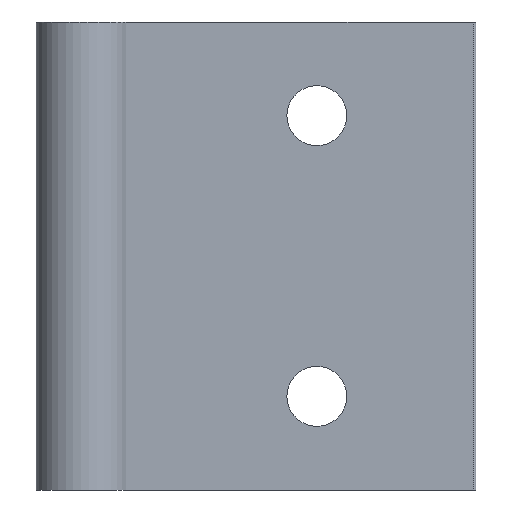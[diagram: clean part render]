
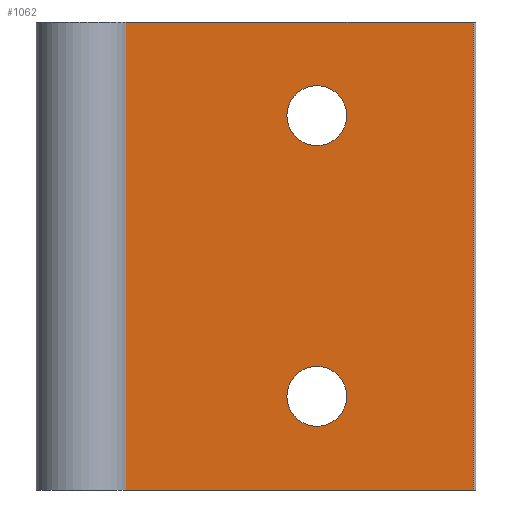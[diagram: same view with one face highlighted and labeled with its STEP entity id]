
A CAD part, front view. The second image highlights one B-rep face of the part: STEP entity #1062.
In plain terms, the highlighted planar face has unit normal (0, -1, 0).
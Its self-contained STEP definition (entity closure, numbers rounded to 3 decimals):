
#344=DIRECTION('',(0.,0.,1.));
#345=VECTOR('',#344,50.);
#346=CARTESIAN_POINT('',(4.583,-2.,-25.));
#347=LINE('',#346,#345);
#413=DIRECTION('',(-1.,0.,0.));
#414=VECTOR('',#413,37.117);
#415=CARTESIAN_POINT('',(41.7,-2.,25.));
#416=LINE('',#415,#414);
#420=CARTESIAN_POINT('',(25.,-2.,-15.));
#421=DIRECTION('',(0.,1.,0.));
#422=DIRECTION('',(0.,0.,1.));
#423=AXIS2_PLACEMENT_3D('',#420,#421,#422);
#428=CARTESIAN_POINT('',(25.,-2.,-15.));
#429=DIRECTION('',(0.,1.,0.));
#430=DIRECTION('',(0.,0.,-1.));
#431=AXIS2_PLACEMENT_3D('',#428,#429,#430);
#436=CARTESIAN_POINT('',(25.,-2.,15.));
#437=DIRECTION('',(0.,1.,0.));
#438=DIRECTION('',(0.,0.,1.));
#439=AXIS2_PLACEMENT_3D('',#436,#437,#438);
#444=CARTESIAN_POINT('',(25.,-2.,15.));
#445=DIRECTION('',(0.,1.,0.));
#446=DIRECTION('',(0.,0.,-1.));
#447=AXIS2_PLACEMENT_3D('',#444,#445,#446);
#511=DIRECTION('',(-1.,0.,0.));
#512=VECTOR('',#511,37.117);
#513=CARTESIAN_POINT('',(41.7,-2.,-25.));
#514=LINE('',#513,#512);
#863=DIRECTION('',(0.,0.,-1.));
#864=VECTOR('',#863,50.);
#865=CARTESIAN_POINT('',(41.7,-2.,25.));
#866=LINE('',#865,#864);
#884=CARTESIAN_POINT('',(4.583,-2.,-25.));
#886=VERTEX_POINT('',#884);
#910=CARTESIAN_POINT('',(41.7,-2.,25.));
#911=CARTESIAN_POINT('',(4.583,-2.,25.));
#912=VERTEX_POINT('',#910);
#913=VERTEX_POINT('',#911);
#932=CARTESIAN_POINT('',(41.7,-2.,-25.));
#933=VERTEX_POINT('',#932);
#956=CARTESIAN_POINT('',(25.,-2.,-18.2));
#957=CARTESIAN_POINT('',(25.,-2.,-11.8));
#958=VERTEX_POINT('',#956);
#959=VERTEX_POINT('',#957);
#960=CARTESIAN_POINT('',(25.,-2.,18.2));
#961=CARTESIAN_POINT('',(25.,-2.,11.8));
#962=VERTEX_POINT('',#960);
#963=VERTEX_POINT('',#961);
#1037=CARTESIAN_POINT('',(4.583,-2.,25.));
#1038=DIRECTION('',(0.,1.,0.));
#1039=DIRECTION('',(-1.,0.,0.));
#1040=AXIS2_PLACEMENT_3D('',#1037,#1038,#1039);
#1041=PLANE('',#1040);
#1043=ORIENTED_EDGE('',*,*,#1042,.T.);
#1044=ORIENTED_EDGE('',*,*,#997,.T.);
#1045=ORIENTED_EDGE('',*,*,#1010,.F.);
#1047=ORIENTED_EDGE('',*,*,#1046,.T.);
#1048=EDGE_LOOP('',(#1043,#1044,#1045,#1047));
#1049=FACE_OUTER_BOUND('',#1048,.F.);
#1051=ORIENTED_EDGE('',*,*,#1050,.F.);
#1053=ORIENTED_EDGE('',*,*,#1052,.F.);
#1054=EDGE_LOOP('',(#1051,#1053));
#1055=FACE_BOUND('',#1054,.F.);
#1057=ORIENTED_EDGE('',*,*,#1056,.F.);
#1059=ORIENTED_EDGE('',*,*,#1058,.F.);
#1060=EDGE_LOOP('',(#1057,#1059));
#1061=FACE_BOUND('',#1060,.F.);
#424=CIRCLE('',#423,3.2);
#432=CIRCLE('',#431,3.2);
#440=CIRCLE('',#439,3.2);
#448=CIRCLE('',#447,3.2);
#997=EDGE_CURVE('',#886,#913,#347,.T.);
#1010=EDGE_CURVE('',#912,#913,#416,.T.);
#1042=EDGE_CURVE('',#933,#886,#514,.T.);
#1046=EDGE_CURVE('',#912,#933,#866,.T.);
#1050=EDGE_CURVE('',#959,#958,#424,.T.);
#1052=EDGE_CURVE('',#958,#959,#432,.T.);
#1056=EDGE_CURVE('',#962,#963,#440,.T.);
#1058=EDGE_CURVE('',#963,#962,#448,.T.);
#1062=ADVANCED_FACE('',(#1049,#1055,#1061),#1041,.F.);
